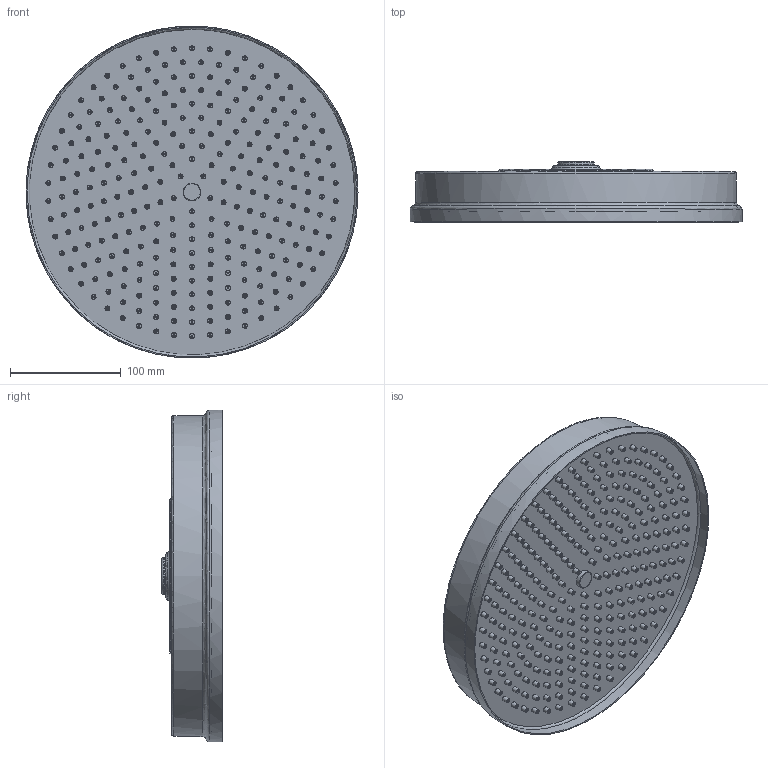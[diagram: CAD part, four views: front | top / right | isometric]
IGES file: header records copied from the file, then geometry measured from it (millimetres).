
Global section: file name: V665-B; native system: Autodesk Inventor 2018; preprocessor: unknown; author: A.PRICE; date: 20190626.073936; units: millimetre
Bounding box: 300 x 54.35 x 299.84 mm (x, y, z)
Volume: 2348106.1 mm3; surface area: 216834.2 mm2
Topology: 3 solids, 7 shells, 1219 faces, 2025 edges, 1360 vertices
Faces by surface type: bspline 1219
